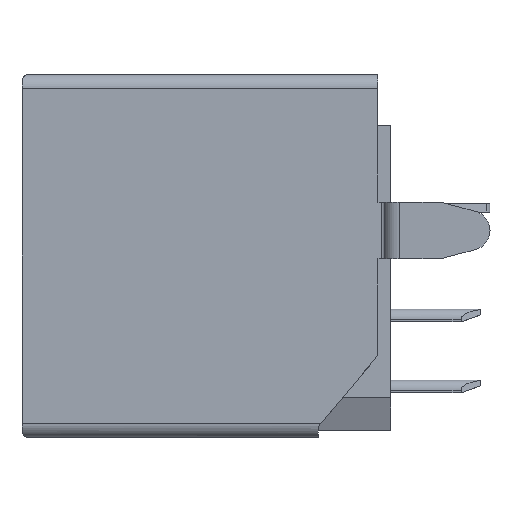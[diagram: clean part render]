
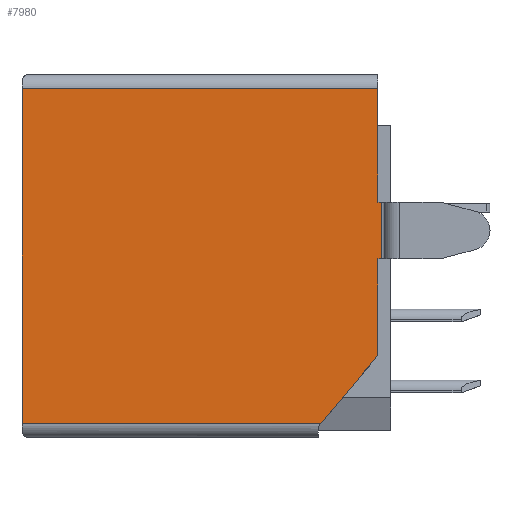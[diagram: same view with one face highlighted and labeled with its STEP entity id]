
A CAD part, left-side view. The second image highlights one B-rep face of the part: STEP entity #7980.
In plain terms, the highlighted planar face has unit normal (-1, 0, 0).
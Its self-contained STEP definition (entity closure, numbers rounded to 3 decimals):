
#2 = LINE ( 'NONE', #7199, #10713 ) ;
#404 = VERTEX_POINT ( 'NONE', #6603 ) ;
#415 = ORIENTED_EDGE ( 'NONE', *, *, #17098, .T. ) ;
#494 = LINE ( 'NONE', #10563, #10974 ) ;
#912 = VECTOR ( 'NONE', #15873, 1000. ) ;
#989 = ORIENTED_EDGE ( 'NONE', *, *, #9315, .F. ) ;
#1226 = VERTEX_POINT ( 'NONE', #7147 ) ;
#1276 = FACE_OUTER_BOUND ( 'NONE', #6726, .T. ) ;
#1372 = LINE ( 'NONE', #6062, #15248 ) ;
#1399 = CARTESIAN_POINT ( 'NONE',  ( -7., 13., -12.8 ) ) ;
#1552 = DIRECTION ( 'NONE',  ( -1., 0., 0. ) ) ;
#1602 = PLANE ( 'NONE',  #16168 ) ;
#1617 = VERTEX_POINT ( 'NONE', #9582 ) ;
#1990 = VERTEX_POINT ( 'NONE', #13070 ) ;
#2198 = CARTESIAN_POINT ( 'NONE',  ( -7., 0.31, -6.5 ) ) ;
#2555 = DIRECTION ( 'NONE',  ( 0., 1., 0. ) ) ;
#2572 = EDGE_CURVE ( 'NONE', #4628, #1617, #6669, .T. ) ;
#2653 = ORIENTED_EDGE ( 'NONE', *, *, #12244, .F. ) ;
#2809 = EDGE_CURVE ( 'NONE', #5645, #17608, #494, .T. ) ;
#2905 = VERTEX_POINT ( 'NONE', #9608 ) ;
#2973 = DIRECTION ( 'NONE',  ( 0., -1., 0. ) ) ;
#3499 = CARTESIAN_POINT ( 'NONE',  ( -7., 0.45, -12.8 ) ) ;
#3914 = ORIENTED_EDGE ( 'NONE', *, *, #16815, .T. ) ;
#4423 = LINE ( 'NONE', #6348, #11309 ) ;
#4628 = VERTEX_POINT ( 'NONE', #11666 ) ;
#4708 = LINE ( 'NONE', #1399, #6854 ) ;
#4811 = DIRECTION ( 'NONE',  ( 0., 0., 1. ) ) ;
#4885 = DIRECTION ( 'NONE',  ( 0., -1., 0. ) ) ;
#4893 = CARTESIAN_POINT ( 'NONE',  ( -7., 0.31, -4.5 ) ) ;
#4963 = VECTOR ( 'NONE', #6221, 1000. ) ;
#5090 = AXIS2_PLACEMENT_3D ( 'NONE', #6727, #12196, #12369 ) ;
#5149 = VERTEX_POINT ( 'NONE', #16078 ) ;
#5274 = EDGE_CURVE ( 'NONE', #1617, #404, #13411, .T. ) ;
#5425 = ORIENTED_EDGE ( 'NONE', *, *, #5274, .T. ) ;
#5645 = VERTEX_POINT ( 'NONE', #13040 ) ;
#5779 = CARTESIAN_POINT ( 'NONE',  ( -7., 0.31, -4.5 ) ) ;
#6062 = CARTESIAN_POINT ( 'NONE',  ( -7., 0.45, -12.8 ) ) ;
#6221 = DIRECTION ( 'NONE',  ( 0., 0., 1. ) ) ;
#6348 = CARTESIAN_POINT ( 'NONE',  ( -7., 0.45, -12.3 ) ) ;
#6603 = CARTESIAN_POINT ( 'NONE',  ( -7., 13., -0.5 ) ) ;
#6669 = LINE ( 'NONE', #3499, #4963 ) ;
#6726 = EDGE_LOOP ( 'NONE', ( #3914, #15674, #6772, #12284, #989, #7020, #5425, #2653, #415, #12570 ) ) ;
#6727 = CARTESIAN_POINT ( 'NONE',  ( -7., 0.748, -9.8 ) ) ;
#6772 = ORIENTED_EDGE ( 'NONE', *, *, #7368, .T. ) ;
#6854 = VECTOR ( 'NONE', #6875, 1000. ) ;
#6875 = DIRECTION ( 'NONE',  ( 0., 0., 1. ) ) ;
#7020 = ORIENTED_EDGE ( 'NONE', *, *, #2572, .T. ) ;
#7147 = CARTESIAN_POINT ( 'NONE',  ( -7., 13., -12.3 ) ) ;
#7199 = CARTESIAN_POINT ( 'NONE',  ( -7., 0.31, -6.5 ) ) ;
#7368 = EDGE_CURVE ( 'NONE', #1990, #2905, #2, .T. ) ;
#7980 = ADVANCED_FACE ( 'NONE', ( #1276 ), #1602, .T. ) ;
#8210 = CARTESIAN_POINT ( 'NONE',  ( -7., 13., -0.5 ) ) ;
#8882 = LINE ( 'NONE', #4893, #12476 ) ;
#8998 = VERTEX_POINT ( 'NONE', #5779 ) ;
#9315 = EDGE_CURVE ( 'NONE', #4628, #8998, #8882, .T. ) ;
#9582 = CARTESIAN_POINT ( 'NONE',  ( -7., 0.45, -0.5 ) ) ;
#9608 = CARTESIAN_POINT ( 'NONE',  ( -7., 0.31, -6.5 ) ) ;
#9821 = VECTOR ( 'NONE', #2555, 1000. ) ;
#10484 = DIRECTION ( 'NONE',  ( 0., -1., 0. ) ) ;
#10563 = CARTESIAN_POINT ( 'NONE',  ( -7., 2.55, -12.4 ) ) ;
#10713 = VECTOR ( 'NONE', #12428, 1000. ) ;
#10974 = VECTOR ( 'NONE', #13469, 1000. ) ;
#11309 = VECTOR ( 'NONE', #4885, 1000. ) ;
#11666 = CARTESIAN_POINT ( 'NONE',  ( -7., 0.45, -4.5 ) ) ;
#12196 = DIRECTION ( 'NONE',  ( -1., 0., 0. ) ) ;
#12244 = EDGE_CURVE ( 'NONE', #1226, #404, #4708, .T. ) ;
#12284 = ORIENTED_EDGE ( 'NONE', *, *, #13608, .T. ) ;
#12369 = DIRECTION ( 'NONE',  ( 0., 0., 1. ) ) ;
#12428 = DIRECTION ( 'NONE',  ( 0., -1., 0. ) ) ;
#12476 = VECTOR ( 'NONE', #10484, 1000. ) ;
#12570 = ORIENTED_EDGE ( 'NONE', *, *, #2809, .T. ) ;
#12818 = CARTESIAN_POINT ( 'NONE',  ( -7., 0.52, -9.992 ) ) ;
#12977 = EDGE_CURVE ( 'NONE', #5149, #1990, #1372, .T. ) ;
#13040 = CARTESIAN_POINT ( 'NONE',  ( -7., 2.466, -12.3 ) ) ;
#13070 = CARTESIAN_POINT ( 'NONE',  ( -7., 0.45, -6.5 ) ) ;
#13286 = LINE ( 'NONE', #2198, #912 ) ;
#13411 = LINE ( 'NONE', #8210, #9821 ) ;
#13469 = DIRECTION ( 'NONE',  ( 0., -0.645, 0.765 ) ) ;
#13608 = EDGE_CURVE ( 'NONE', #2905, #8998, #13286, .T. ) ;
#14722 = CIRCLE ( 'NONE', #5090, 0.298 ) ;
#15248 = VECTOR ( 'NONE', #4811, 1000. ) ;
#15674 = ORIENTED_EDGE ( 'NONE', *, *, #12977, .T. ) ;
#15873 = DIRECTION ( 'NONE',  ( 0., 0., 1. ) ) ;
#16078 = CARTESIAN_POINT ( 'NONE',  ( -7., 0.45, -9.8 ) ) ;
#16168 = AXIS2_PLACEMENT_3D ( 'NONE', #16504, #1552, #2973 ) ;
#16504 = CARTESIAN_POINT ( 'NONE',  ( -7., 0.45, -12.8 ) ) ;
#16815 = EDGE_CURVE ( 'NONE', #17608, #5149, #14722, .T. ) ;
#17098 = EDGE_CURVE ( 'NONE', #1226, #5645, #4423, .T. ) ;
#17608 = VERTEX_POINT ( 'NONE', #12818 ) ;
